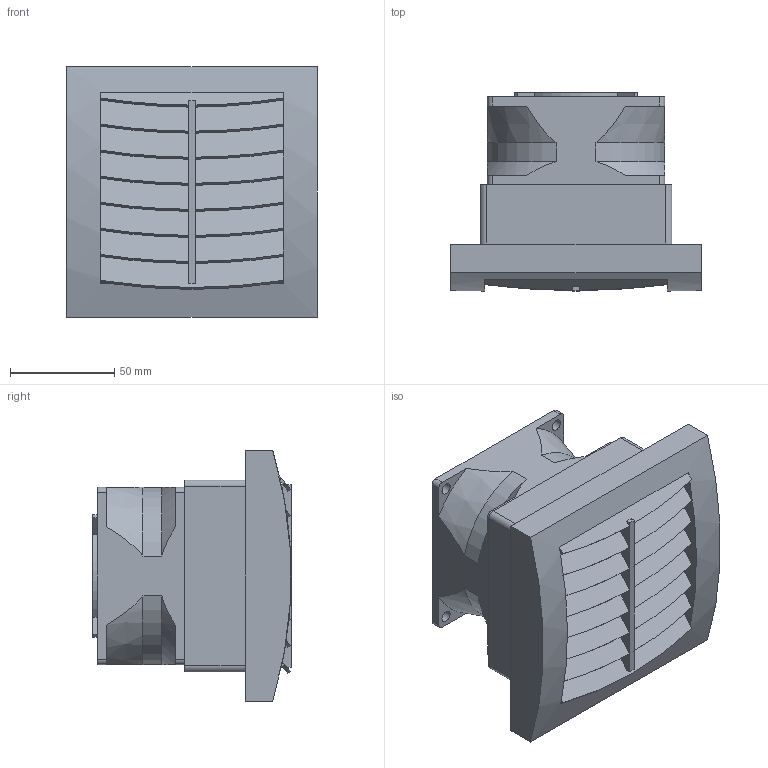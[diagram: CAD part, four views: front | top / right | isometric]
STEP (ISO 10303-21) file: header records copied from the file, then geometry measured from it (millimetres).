
FILE_DESCRIPTION (( 'STEP AP214' ), '1' );
FILE_NAME ('018809-40.STEP', '2019-08-05T10:39:30', ( '' ), ( '' ), 'SwSTEP 2.0', 'SolidWorks 2018', '' );
FILE_SCHEMA (( 'AUTOMOTIVE_DESIGN' ));
Length unit declared in the file: inch
Products named in the file (1): 018809-40
Bounding box: 120 x 95 x 120 mm (x, y, z)
Volume: 320775 mm3; surface area: 127579 mm2
Topology: 1 solids, 1 shells, 486 faces, 1447 edges, 947 vertices
Faces by surface type: plane 273, cylinder 205, cone 8
Full cylindrical faces by diameter (mm): 5.5 x8, 23.8 x1, 68 x1
Entity records: 16790 total; most frequent: CARTESIAN_POINT 3061, ORIENTED_EDGE 2870, DIRECTION 2838, EDGE_CURVE 1435, AXIS2_PLACEMENT_3D 954, VERTEX_POINT 945, LINE 930, VECTOR 930
